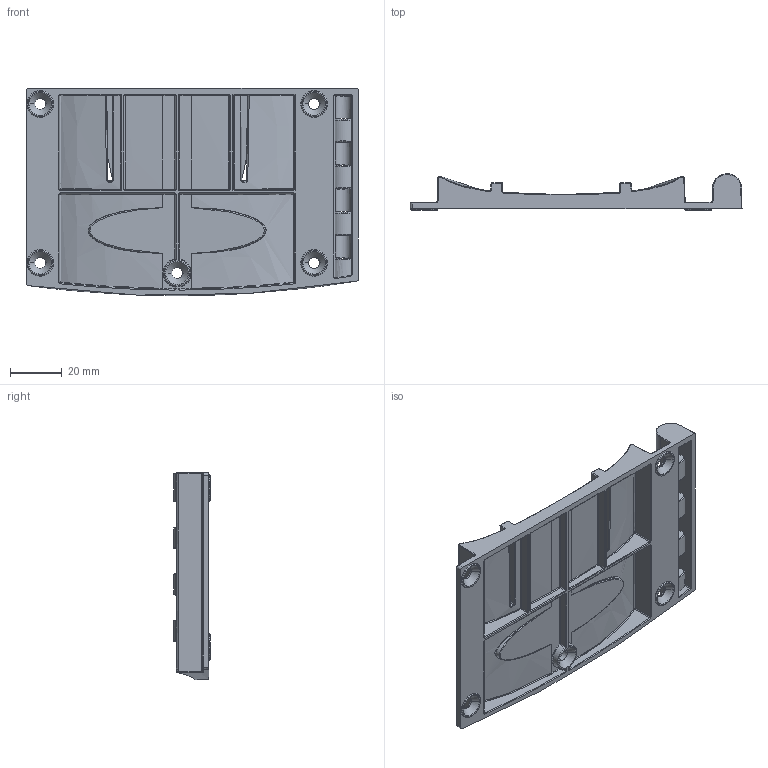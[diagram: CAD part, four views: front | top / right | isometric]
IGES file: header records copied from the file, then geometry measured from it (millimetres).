
Start section:  PTC IGES file: 161956.igs
Global section: file name: 161956.igs; native system: Pro/ENGINEER by Parametric Technology Corporation; preprocessor: 2009141; author: banengservice; organization: Unknown; date: 20130115.150042; units: inch
Bounding box: 128.48 x 14 x 80.15 mm (x, y, z)
Volume: 35629.6 mm3; surface area: 30989.4 mm2
Topology: 1 solids, 1 shells, 778 faces, 1983 edges, 1210 vertices
Faces by surface type: revolution 406, bspline 372
